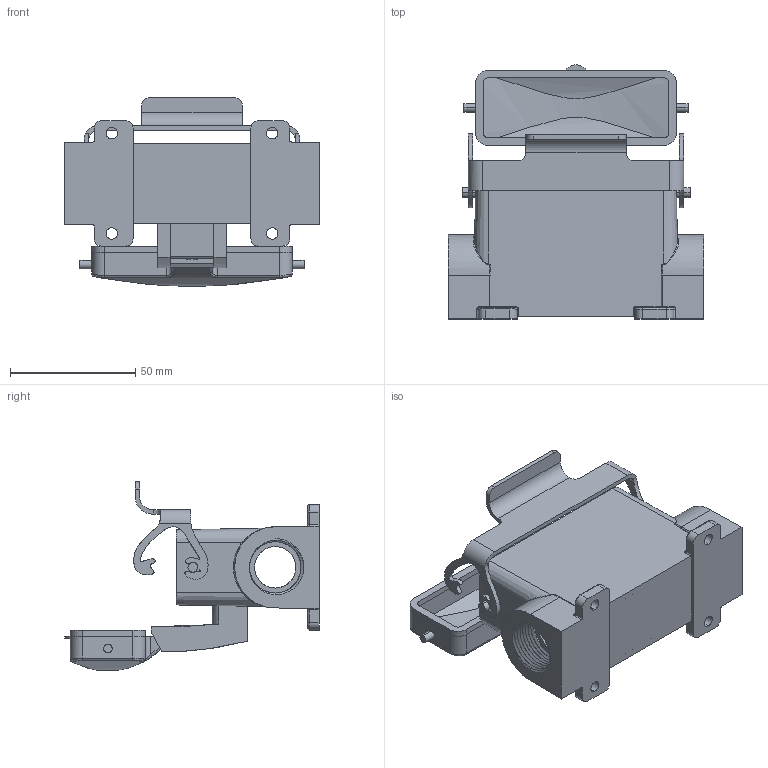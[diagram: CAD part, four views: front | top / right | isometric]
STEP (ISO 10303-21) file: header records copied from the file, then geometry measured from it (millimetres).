
FILE_DESCRIPTION (( 'STEP AP214' ), '1' );
FILE_NAME ('ZP-MC16A-2-SSM16MC.step', '2015-08-12T18:05:30', ( '' ), ( '' ), 'SwSTEP 2.0', 'SolidWorks 2014', '' );
FILE_SCHEMA (( 'AUTOMOTIVE_DESIGN' ));
Length unit declared in the file: millimetre
Products named in the file (1): ZP-MC16A-2-SSM16MC
Bounding box: 102 x 101.42 x 75.2 mm (x, y, z)
Volume: 91613.6 mm3; surface area: 57077.9 mm2
Topology: 7 solids, 7 shells, 420 faces, 1090 edges, 694 vertices
Faces by surface type: cylinder 177, plane 161, bspline 46, torus 24, cone 12
Entity records: 19863 total; most frequent: CARTESIAN_POINT 7385, ORIENTED_EDGE 2180, DIRECTION 1862, EDGE_CURVE 1090, VERTEX_POINT 694, AXIS2_PLACEMENT_3D 657, VECTOR 548, LINE 548
